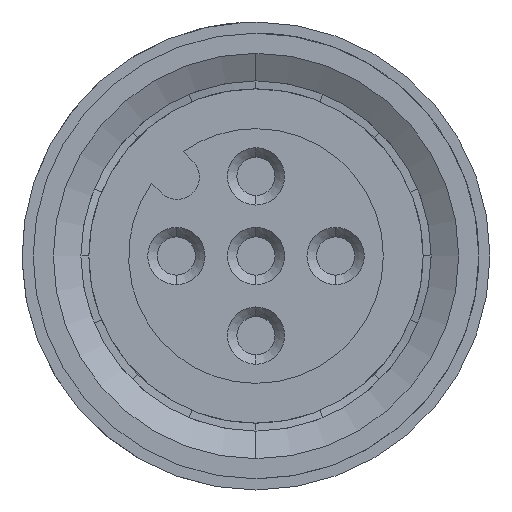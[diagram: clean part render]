
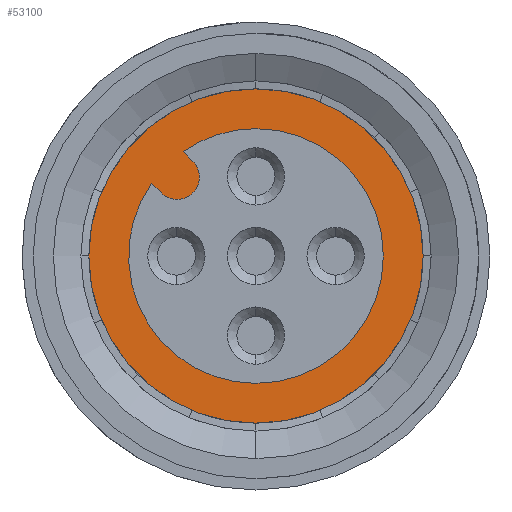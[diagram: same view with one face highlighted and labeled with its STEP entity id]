
A CAD part, left-side view. The second image highlights one B-rep face of the part: STEP entity #53100.
In plain terms, the highlighted face is planar.
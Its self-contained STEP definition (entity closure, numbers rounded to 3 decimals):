
#52260=CARTESIAN_POINT('',(24.177,37.34,
-1.));
#52270=VERTEX_POINT('',#52260);
#52300=CARTESIAN_POINT('',(20.465,33.628,
-1.));
#52310=DIRECTION('',(0.,0.,-1.));
#52320=DIRECTION('',(0.707,0.707,0.));
#52330=AXIS2_PLACEMENT_3D('',#52300,#52310,#52320);
#52340=CIRCLE('',#52330,5.25);
#52350=CARTESIAN_POINT('',(16.753,29.916,
-1.));
#52360=VERTEX_POINT('',#52350);
#52370=EDGE_CURVE('',#52270,#52360,#52340,.T.);
#52520=CARTESIAN_POINT('',(20.387,35.811,
-1.));
#52530=DIRECTION('',(0.,0.,-1.));
#52540=DIRECTION('',(-0.707,0.707,
0.));
#52550=AXIS2_PLACEMENT_3D('',#52520,#52530,#52540);
#52560=PLANE('',#52550);
#52570=CARTESIAN_POINT('',(23.965,33.628,
-1.));
#52580=DIRECTION('',(0.,0.,-1.));
#52590=DIRECTION('',(1.,0.,
0.));
#52600=AXIS2_PLACEMENT_3D('',#52570,#52580,#52590);
#52610=CIRCLE('',#52600,0.7);
#52620=CARTESIAN_POINT('',(23.965,32.928,
-1.));
#52630=VERTEX_POINT('',#52620);
#52640=CARTESIAN_POINT('',(23.265,33.628,
-1.));
#52650=VERTEX_POINT('',#52640);
#52660=EDGE_CURVE('',#52630,#52650,#52610,.T.);
#52670=ORIENTED_EDGE('',*,*,#52660,.T.);
#52680=CARTESIAN_POINT('',(15.107,32.928,
-1.));
#52690=DIRECTION('',(-1.,0.,
0.));
#52700=VECTOR('',#52690,1.);
#52710=LINE('',#52680,#52700);
#52720=CARTESIAN_POINT('',(24.403,32.928,
-1.));
#52730=VERTEX_POINT('',#52720);
#52740=EDGE_CURVE('',#52730,#52630,#52710,.T.);
#52750=ORIENTED_EDGE('',*,*,#52740,.T.);
#52760=CARTESIAN_POINT('',(20.465,33.628,
-1.));
#52770=DIRECTION('',(0.,0.,1.));
#52780=DIRECTION('',(-0.707,-0.707,0.));
#52790=AXIS2_PLACEMENT_3D('',#52760,#52770,#52780);
#52800=CIRCLE('',#52790,4.);
#52810=CARTESIAN_POINT('',(17.637,30.8,
-1.));
#52820=VERTEX_POINT('',#52810);
#52830=EDGE_CURVE('',#52820,#52730,#52800,.T.);
#52840=ORIENTED_EDGE('',*,*,#52830,.T.);
#52850=CARTESIAN_POINT('',(23.293,36.457,
-1.));
#52860=VERTEX_POINT('',#52850);
#52870=EDGE_CURVE('',#52860,#52820,#52800,.T.);
#52880=ORIENTED_EDGE('',*,*,#52870,.T.);
#52890=CARTESIAN_POINT('',(24.403,34.328,
-1.));
#52900=VERTEX_POINT('',#52890);
#52910=EDGE_CURVE('',#52900,#52860,#52800,.T.);
#52920=ORIENTED_EDGE('',*,*,#52910,.T.);
#52930=CARTESIAN_POINT('',(16.507,34.328,
-1.));
#52940=DIRECTION('',(1.,0.,
0.));
#52950=VECTOR('',#52940,1.);
#52960=LINE('',#52930,#52950);
#52970=CARTESIAN_POINT('',(23.965,34.328,
-1.));
#52980=VERTEX_POINT('',#52970);
#52990=EDGE_CURVE('',#52980,#52900,#52960,.T.);
#53000=ORIENTED_EDGE('',*,*,#52990,.T.);
#53010=EDGE_CURVE('',#52650,#52980,#52610,.T.);
#53020=ORIENTED_EDGE('',*,*,#53010,.T.);
#53030=EDGE_LOOP('',(#53020,#53000,#52920,#52880,#52840,#52750,#52670));
#53040=FACE_BOUND('',#53030,.T.);
#53050=EDGE_CURVE('',#52360,#52270,#52340,.T.);
#53060=ORIENTED_EDGE('',*,*,#53050,.T.);
#53070=ORIENTED_EDGE('',*,*,#52370,.T.);
#53080=EDGE_LOOP('',(#53070,#53060));
#53090=FACE_OUTER_BOUND('',#53080,.T.);
#53100=ADVANCED_FACE('',(#53040,#53090),#52560,.T.);
